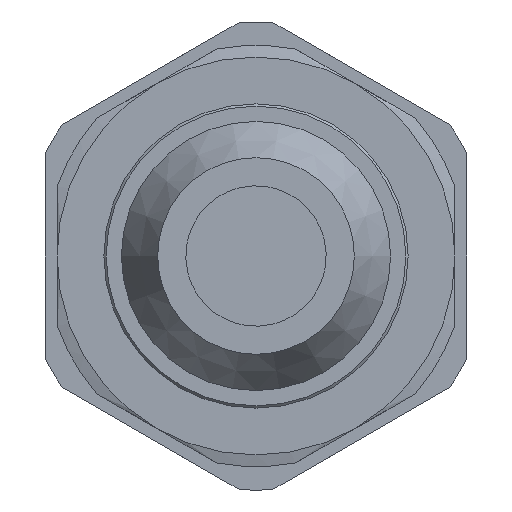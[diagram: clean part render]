
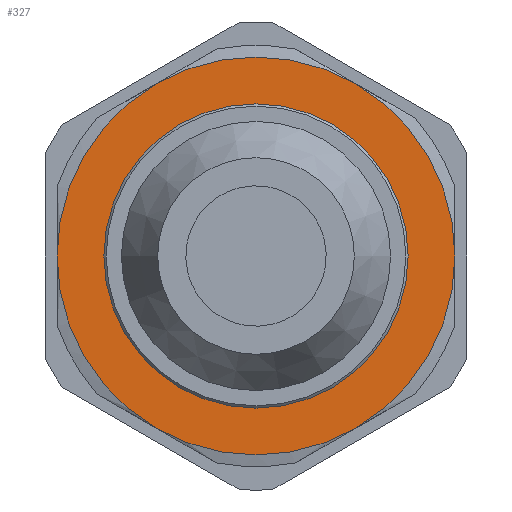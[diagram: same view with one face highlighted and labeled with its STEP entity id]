
A CAD part, left-side view. The second image highlights one B-rep face of the part: STEP entity #327.
In plain terms, the highlighted planar face has unit normal (-1, 0, 0).
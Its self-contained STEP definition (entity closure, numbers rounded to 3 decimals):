
#162=FACE_BOUND('',#578,.T.);
#163=FACE_BOUND('',#579,.T.);
#231=PLANE('',#1971);
#327=ADVANCED_FACE('',(#162,#163),#231,.T.);
#578=EDGE_LOOP('',(#981));
#579=EDGE_LOOP('',(#982,#983,#984,#985,#986,#987));
#981=ORIENTED_EDGE('',*,*,#1613,.T.);
#982=ORIENTED_EDGE('',*,*,#1614,.T.);
#983=ORIENTED_EDGE('',*,*,#1615,.T.);
#984=ORIENTED_EDGE('',*,*,#1616,.T.);
#985=ORIENTED_EDGE('',*,*,#1617,.T.);
#986=ORIENTED_EDGE('',*,*,#1618,.T.);
#987=ORIENTED_EDGE('',*,*,#1619,.T.);
#1438=VERTEX_POINT('',#2777);
#1439=VERTEX_POINT('',#2780);
#1440=VERTEX_POINT('',#2781);
#1441=VERTEX_POINT('',#2783);
#1442=VERTEX_POINT('',#2785);
#1443=VERTEX_POINT('',#2787);
#1444=VERTEX_POINT('',#2789);
#1613=EDGE_CURVE('',#1438,#1438,#1846,.T.);
#1614=EDGE_CURVE('',#1439,#1440,#1847,.T.);
#1615=EDGE_CURVE('',#1440,#1441,#1848,.T.);
#1616=EDGE_CURVE('',#1441,#1442,#1849,.T.);
#1617=EDGE_CURVE('',#1442,#1443,#1850,.T.);
#1618=EDGE_CURVE('',#1443,#1444,#1851,.T.);
#1619=EDGE_CURVE('',#1444,#1439,#1852,.T.);
#1846=CIRCLE('',#1963,6.4);
#1847=CIRCLE('',#1965,8.5);
#1848=CIRCLE('',#1966,8.5);
#1849=CIRCLE('',#1967,8.5);
#1850=CIRCLE('',#1968,8.5);
#1851=CIRCLE('',#1969,8.5);
#1852=CIRCLE('',#1970,8.5);
#1963=AXIS2_PLACEMENT_3D('',#2776,#2226,#2227);
#1965=AXIS2_PLACEMENT_3D('',#2779,#2230,#2231);
#1966=AXIS2_PLACEMENT_3D('',#2782,#2232,#2233);
#1967=AXIS2_PLACEMENT_3D('',#2784,#2234,#2235);
#1968=AXIS2_PLACEMENT_3D('',#2786,#2236,#2237);
#1969=AXIS2_PLACEMENT_3D('',#2788,#2238,#2239);
#1970=AXIS2_PLACEMENT_3D('',#2790,#2240,#2241);
#1971=AXIS2_PLACEMENT_3D('',#2791,#2242,#2243);
#2226=DIRECTION('',(1.,0.,0.));
#2227=DIRECTION('',(0.,-1.,0.));
#2230=DIRECTION('',(-1.,0.,0.));
#2231=DIRECTION('',(0.,0.,1.));
#2232=DIRECTION('',(-1.,0.,0.));
#2233=DIRECTION('',(0.,0.,1.));
#2234=DIRECTION('',(-1.,0.,0.));
#2235=DIRECTION('',(0.,0.,1.));
#2236=DIRECTION('',(-1.,0.,0.));
#2237=DIRECTION('',(0.,0.,1.));
#2238=DIRECTION('',(-1.,0.,0.));
#2239=DIRECTION('',(0.,0.,1.));
#2240=DIRECTION('',(-1.,0.,0.));
#2241=DIRECTION('',(0.,0.,1.));
#2242=DIRECTION('',(-1.,0.,0.));
#2243=DIRECTION('',(0.,0.,1.));
#2776=CARTESIAN_POINT('',(-23.,0.,0.));
#2777=CARTESIAN_POINT('',(-23.,-6.4,0.));
#2779=CARTESIAN_POINT('',(-23.,0.,0.));
#2780=CARTESIAN_POINT('',(-23.,-8.5,0.));
#2781=CARTESIAN_POINT('',(-23.,-4.25,7.361));
#2782=CARTESIAN_POINT('',(-23.,0.,0.));
#2783=CARTESIAN_POINT('',(-23.,4.25,7.361));
#2784=CARTESIAN_POINT('',(-23.,0.,0.));
#2785=CARTESIAN_POINT('',(-23.,8.5,0.));
#2786=CARTESIAN_POINT('',(-23.,0.,0.));
#2787=CARTESIAN_POINT('',(-23.,4.25,-7.361));
#2788=CARTESIAN_POINT('',(-23.,0.,0.));
#2789=CARTESIAN_POINT('',(-23.,-4.25,-7.361));
#2790=CARTESIAN_POINT('',(-23.,0.,0.));
#2791=CARTESIAN_POINT('',(-23.,0.,0.));
